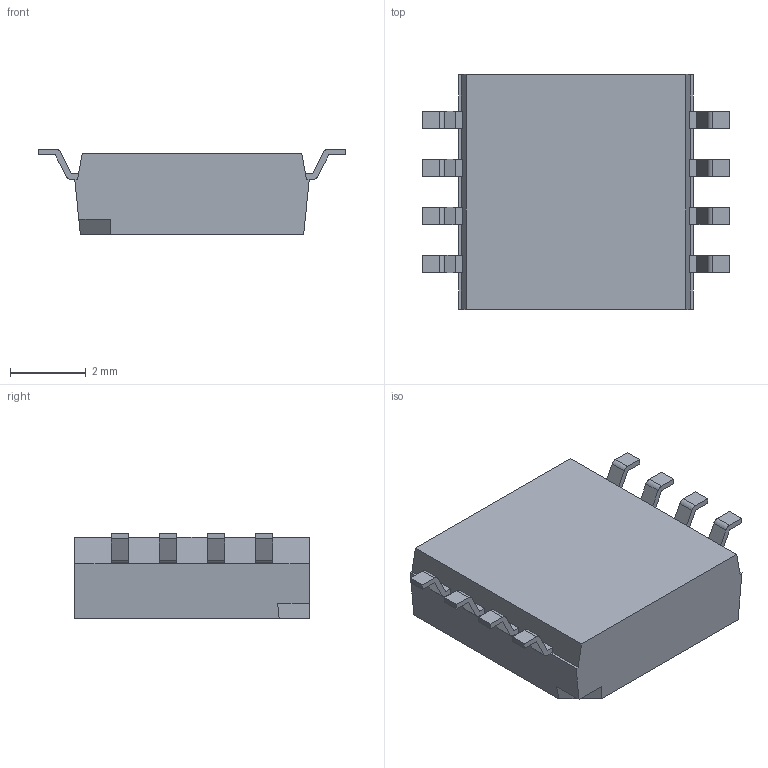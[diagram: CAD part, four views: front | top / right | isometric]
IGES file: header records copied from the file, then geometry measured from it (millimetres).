
Start section:  PTC IGES file: khs-42c.igs
Global section: file name: khs-42c.igs; native system: Pro/ENGINEER by Parametric Technology Corporation; preprocessor: 2010180; author: user; organization: Unknown; date: 20111014.160235; units: millimetre
Bounding box: 8.12 x 6.21 x 2.26 mm (x, y, z)
Surface area: 158.5 mm2 (no closed solid volume)
Topology: 0 solids, 0 shells, 566 faces, 3176 edges, 3176 vertices
Faces by surface type: bspline 542, revolution 24
